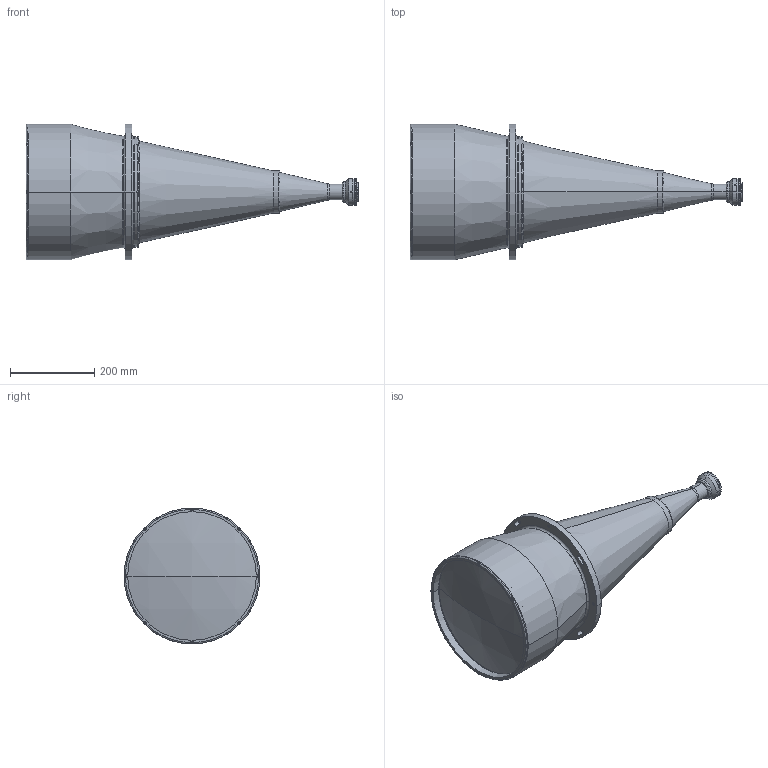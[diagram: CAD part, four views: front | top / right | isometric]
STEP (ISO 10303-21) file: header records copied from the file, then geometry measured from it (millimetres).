
FILE_DESCRIPTION (( 'STEP AP214' ), '1' );
FILE_NAME ('TC2M240HR-F.STEP', '2015-02-17T10:39:38', ( '' ), ( '' ), 'SwSTEP 2.0', 'SolidWorks 2013', '' );
FILE_SCHEMA (( 'AUTOMOTIVE_DESIGN' ));
Length unit declared in the file: millimetre
Products named in the file (1): TC2M240HR-F
Bounding box: 787.51 x 322 x 322 mm (x, y, z)
Surface area: 723505.3 mm2 (no closed solid volume)
Topology: 0 solids, 34 shells, 314 faces, 1091 edges, 793 vertices
Faces by surface type: cylinder 132, plane 99, torus 53, cone 20, bspline 6, sphere 4
Entity records: 16763 total; most frequent: CARTESIAN_POINT 3675, DIRECTION 2180, ORIENTED_EDGE 1683, EDGE_CURVE 1091, AXIS2_PLACEMENT_3D 868, VERTEX_POINT 793, CIRCLE 559, LINE 444
